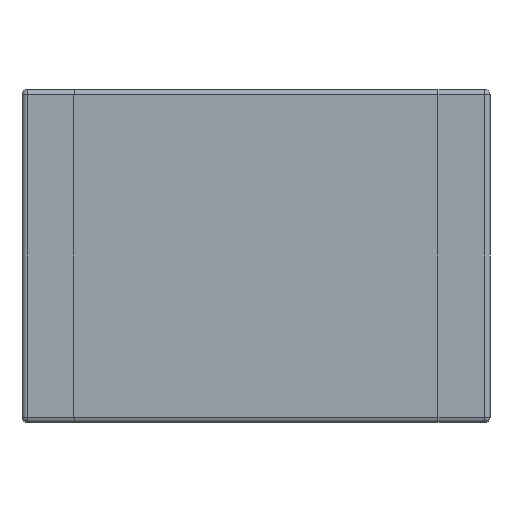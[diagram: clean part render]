
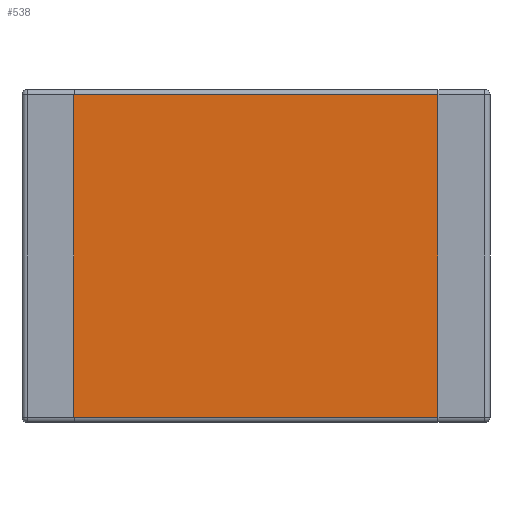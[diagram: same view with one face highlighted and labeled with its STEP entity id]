
A CAD part, front view. The second image highlights one B-rep face of the part: STEP entity #538.
In plain terms, the highlighted planar face has unit normal (0, -1, 0).
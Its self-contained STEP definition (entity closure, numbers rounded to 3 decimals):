
#481 = ORIENTED_EDGE ( 'NONE', *, *, #549, .F. ) ;
#483 = EDGE_CURVE ( 'NONE', #534, #545, #878, .T. ) ;
#501 = ORIENTED_EDGE ( 'NONE', *, *, #502, .T. ) ;
#502 = EDGE_CURVE ( 'NONE', #664, #596, #931, .T. ) ;
#529 = EDGE_CURVE ( 'NONE', #534, #596, #1007, .T. ) ;
#534 = VERTEX_POINT ( 'NONE', #998 ) ;
#536 = ORIENTED_EDGE ( 'NONE', *, *, #529, .F. ) ;
#538 = ADVANCED_FACE ( 'NONE', ( #1053 ), #1037, .T. ) ;
#540 = ORIENTED_EDGE ( 'NONE', *, *, #483, .T. ) ;
#542 = EDGE_LOOP ( 'NONE', ( #536, #540, #481, #501 ) ) ;
#545 = VERTEX_POINT ( 'NONE', #1068 ) ;
#549 = EDGE_CURVE ( 'NONE', #664, #545, #1062, .T. ) ;
#596 = VERTEX_POINT ( 'NONE', #1264 ) ;
#664 = VERTEX_POINT ( 'NONE', #1494 ) ;
#875 = DIRECTION ( 'NONE',  ( 1., 0., 0. ) ) ;
#876 = VECTOR ( 'NONE', #875, 1000. ) ;
#877 = CARTESIAN_POINT ( 'NONE',  ( 2.25, 0., -1.55 ) ) ;
#878 = LINE ( 'NONE', #877, #876 ) ;
#928 = DIRECTION ( 'NONE',  ( -1., 0., 0. ) ) ;
#929 = VECTOR ( 'NONE', #928, 1000. ) ;
#930 = CARTESIAN_POINT ( 'NONE',  ( -2.25, 0., 1.55 ) ) ;
#931 = LINE ( 'NONE', #930, #929 ) ;
#998 = CARTESIAN_POINT ( 'NONE',  ( -1.75, 0., -1.55 ) ) ;
#1004 = DIRECTION ( 'NONE',  ( 0., 0., 1. ) ) ;
#1005 = VECTOR ( 'NONE', #1004, 1000. ) ;
#1006 = CARTESIAN_POINT ( 'NONE',  ( -1.75, 0., -1.6 ) ) ;
#1007 = LINE ( 'NONE', #1006, #1005 ) ;
#1031 = DIRECTION ( 'NONE',  ( 0., 0., -1. ) ) ;
#1032 = DIRECTION ( 'NONE',  ( 0., -1., 0. ) ) ;
#1033 = CARTESIAN_POINT ( 'NONE',  ( 2.25, 0., -1.6 ) ) ;
#1034 = AXIS2_PLACEMENT_3D ( 'NONE', #1033, #1032, #1031 ) ;
#1037 = PLANE ( 'NONE',  #1034 ) ;
#1053 = FACE_OUTER_BOUND ( 'NONE', #542, .T. ) ;
#1059 = DIRECTION ( 'NONE',  ( 0., 0., -1. ) ) ;
#1060 = VECTOR ( 'NONE', #1059, 1000. ) ;
#1061 = CARTESIAN_POINT ( 'NONE',  ( 1.75, 0., -1.6 ) ) ;
#1062 = LINE ( 'NONE', #1061, #1060 ) ;
#1068 = CARTESIAN_POINT ( 'NONE',  ( 1.75, 0., -1.55 ) ) ;
#1264 = CARTESIAN_POINT ( 'NONE',  ( -1.75, 0., 1.55 ) ) ;
#1494 = CARTESIAN_POINT ( 'NONE',  ( 1.75, 0., 1.55 ) ) ;
